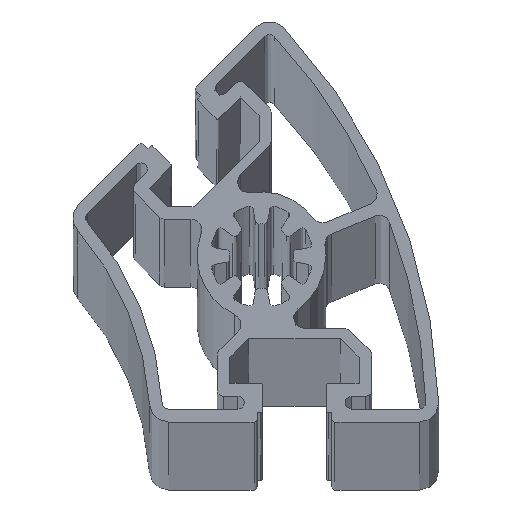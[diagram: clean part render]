
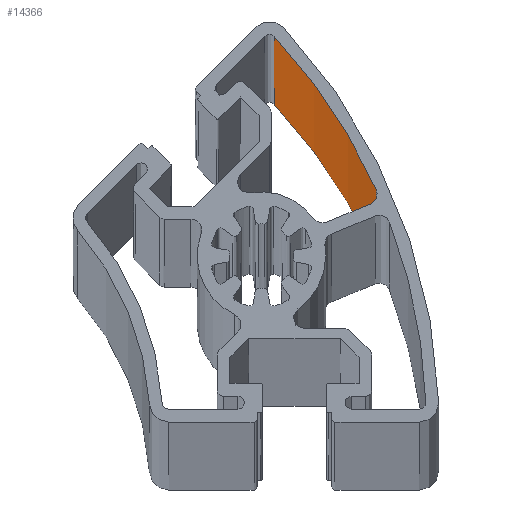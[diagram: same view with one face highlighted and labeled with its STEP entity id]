
A CAD part, top view. The second image highlights one B-rep face of the part: STEP entity #14366.
In plain terms, the highlighted cylindrical face has radius 88 mm (diameter 176 mm), a partial arc.
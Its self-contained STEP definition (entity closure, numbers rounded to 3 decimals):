
#45 = PLANE('',#46);
#46 = AXIS2_PLACEMENT_3D('',#47,#48,#49);
#47 = CARTESIAN_POINT('',(1.241,33.529,-6060.));
#48 = DIRECTION('',(0.,0.,1.));
#49 = DIRECTION('',(1.,0.,-0.));
#106 = PLANE('',#107);
#107 = AXIS2_PLACEMENT_3D('',#108,#109,#110);
#108 = CARTESIAN_POINT('',(1.241,33.529,0.));
#109 = DIRECTION('',(0.,0.,1.));
#110 = DIRECTION('',(1.,0.,-0.));
#263 = EDGE_CURVE('',#264,#266,#268,.T.);
#264 = VERTEX_POINT('',#265);
#265 = CARTESIAN_POINT('',(17.846,10.372,-6060.));
#266 = VERTEX_POINT('',#267);
#267 = CARTESIAN_POINT('',(17.846,10.372,0.));
#268 = SURFACE_CURVE('',#269,(#273,#285),.PCURVE_S1.);
#269 = LINE('',#270,#271);
#270 = CARTESIAN_POINT('',(17.846,10.372,-6060.));
#271 = VECTOR('',#272,1.);
#272 = DIRECTION('',(0.,0.,1.));
#273 = PCURVE('',#274,#279);
#274 = CYLINDRICAL_SURFACE('',#275,1.7);
#275 = AXIS2_PLACEMENT_3D('',#276,#277,#278);
#276 = CARTESIAN_POINT('',(16.297,9.673,-6060.));
#277 = DIRECTION('',(0.,0.,1.));
#278 = DIRECTION('',(1.,0.,-0.));
#279 = DEFINITIONAL_REPRESENTATION('',(#280),#284);
#280 = LINE('',#281,#282);
#281 = CARTESIAN_POINT('',(0.424,0.));
#282 = VECTOR('',#283,1.);
#283 = DIRECTION('',(0.,1.));
#284 = ( GEOMETRIC_REPRESENTATION_CONTEXT(2) 
PARAMETRIC_REPRESENTATION_CONTEXT() REPRESENTATION_CONTEXT('2D SPACE',''
  ) );
#285 = PCURVE('',#286,#291);
#286 = CYLINDRICAL_SURFACE('',#287,88.);
#287 = AXIS2_PLACEMENT_3D('',#288,#289,#290);
#288 = CARTESIAN_POINT('',(-62.362,-25.831,-6060.));
#289 = DIRECTION('',(0.,0.,1.));
#290 = DIRECTION('',(1.,0.,-0.));
#291 = DEFINITIONAL_REPRESENTATION('',(#292),#296);
#292 = LINE('',#293,#294);
#293 = CARTESIAN_POINT('',(0.424,0.));
#294 = VECTOR('',#295,1.);
#295 = DIRECTION('',(0.,1.));
#296 = ( GEOMETRIC_REPRESENTATION_CONTEXT(2) 
PARAMETRIC_REPRESENTATION_CONTEXT() REPRESENTATION_CONTEXT('2D SPACE',''
  ) );
#6218 = EDGE_CURVE('',#264,#6219,#6221,.T.);
#6219 = VERTEX_POINT('',#6220);
#6220 = CARTESIAN_POINT('',(1.972,34.212,-6060.));
#6221 = SURFACE_CURVE('',#6222,(#6227,#6234),.PCURVE_S1.);
#6222 = CIRCLE('',#6223,88.);
#6223 = AXIS2_PLACEMENT_3D('',#6224,#6225,#6226);
#6224 = CARTESIAN_POINT('',(-62.362,-25.831,-6060.));
#6225 = DIRECTION('',(0.,0.,1.));
#6226 = DIRECTION('',(1.,0.,-0.));
#6227 = PCURVE('',#45,#6228);
#6228 = DEFINITIONAL_REPRESENTATION('',(#6229),#6233);
#6229 = CIRCLE('',#6230,88.);
#6230 = AXIS2_PLACEMENT_2D('',#6231,#6232);
#6231 = CARTESIAN_POINT('',(-63.603,-59.36));
#6232 = DIRECTION('',(1.,0.));
#6233 = ( GEOMETRIC_REPRESENTATION_CONTEXT(2) 
PARAMETRIC_REPRESENTATION_CONTEXT() REPRESENTATION_CONTEXT('2D SPACE',''
  ) );
#6234 = PCURVE('',#286,#6235);
#6235 = DEFINITIONAL_REPRESENTATION('',(#6236),#6240);
#6236 = LINE('',#6237,#6238);
#6237 = CARTESIAN_POINT('',(0.,0.));
#6238 = VECTOR('',#6239,1.);
#6239 = DIRECTION('',(1.,0.));
#6240 = ( GEOMETRIC_REPRESENTATION_CONTEXT(2) 
PARAMETRIC_REPRESENTATION_CONTEXT() REPRESENTATION_CONTEXT('2D SPACE',''
  ) );
#6259 = CYLINDRICAL_SURFACE('',#6260,1.);
#6260 = AXIS2_PLACEMENT_3D('',#6261,#6262,#6263);
#6261 = CARTESIAN_POINT('',(1.241,33.529,-6060.));
#6262 = DIRECTION('',(0.,0.,1.));
#6263 = DIRECTION('',(1.,0.,-0.));
#9785 = VERTEX_POINT('',#9786);
#9786 = CARTESIAN_POINT('',(1.972,34.212,0.));
#9808 = EDGE_CURVE('',#266,#9785,#9809,.T.);
#9809 = SURFACE_CURVE('',#9810,(#9815,#9822),.PCURVE_S1.);
#9810 = CIRCLE('',#9811,88.);
#9811 = AXIS2_PLACEMENT_3D('',#9812,#9813,#9814);
#9812 = CARTESIAN_POINT('',(-62.362,-25.831,0.));
#9813 = DIRECTION('',(0.,0.,1.));
#9814 = DIRECTION('',(1.,0.,-0.));
#9815 = PCURVE('',#106,#9816);
#9816 = DEFINITIONAL_REPRESENTATION('',(#9817),#9821);
#9817 = CIRCLE('',#9818,88.);
#9818 = AXIS2_PLACEMENT_2D('',#9819,#9820);
#9819 = CARTESIAN_POINT('',(-63.603,-59.36));
#9820 = DIRECTION('',(1.,0.));
#9821 = ( GEOMETRIC_REPRESENTATION_CONTEXT(2) 
PARAMETRIC_REPRESENTATION_CONTEXT() REPRESENTATION_CONTEXT('2D SPACE',''
  ) );
#9822 = PCURVE('',#286,#9823);
#9823 = DEFINITIONAL_REPRESENTATION('',(#9824),#9828);
#9824 = LINE('',#9825,#9826);
#9825 = CARTESIAN_POINT('',(0.,6060.));
#9826 = VECTOR('',#9827,1.);
#9827 = DIRECTION('',(1.,0.));
#9828 = ( GEOMETRIC_REPRESENTATION_CONTEXT(2) 
PARAMETRIC_REPRESENTATION_CONTEXT() REPRESENTATION_CONTEXT('2D SPACE',''
  ) );
#14343 = EDGE_CURVE('',#6219,#9785,#14344,.T.);
#14344 = SURFACE_CURVE('',#14345,(#14349,#14356),.PCURVE_S1.);
#14345 = LINE('',#14346,#14347);
#14346 = CARTESIAN_POINT('',(1.972,34.212,-6060.));
#14347 = VECTOR('',#14348,1.);
#14348 = DIRECTION('',(0.,0.,1.));
#14349 = PCURVE('',#6259,#14350);
#14350 = DEFINITIONAL_REPRESENTATION('',(#14351),#14355);
#14351 = LINE('',#14352,#14353);
#14352 = CARTESIAN_POINT('',(0.751,0.));
#14353 = VECTOR('',#14354,1.);
#14354 = DIRECTION('',(0.,1.));
#14355 = ( GEOMETRIC_REPRESENTATION_CONTEXT(2) 
PARAMETRIC_REPRESENTATION_CONTEXT() REPRESENTATION_CONTEXT('2D SPACE',''
  ) );
#14356 = PCURVE('',#286,#14357);
#14357 = DEFINITIONAL_REPRESENTATION('',(#14358),#14362);
#14358 = LINE('',#14359,#14360);
#14359 = CARTESIAN_POINT('',(0.751,0.));
#14360 = VECTOR('',#14361,1.);
#14361 = DIRECTION('',(0.,1.));
#14362 = ( GEOMETRIC_REPRESENTATION_CONTEXT(2) 
PARAMETRIC_REPRESENTATION_CONTEXT() REPRESENTATION_CONTEXT('2D SPACE',''
  ) );
#14366 = ADVANCED_FACE('',(#14367),#286,.F.);
#14367 = FACE_BOUND('',#14368,.F.);
#14368 = EDGE_LOOP('',(#14369,#14370,#14371,#14372));
#14369 = ORIENTED_EDGE('',*,*,#263,.F.);
#14370 = ORIENTED_EDGE('',*,*,#6218,.T.);
#14371 = ORIENTED_EDGE('',*,*,#14343,.T.);
#14372 = ORIENTED_EDGE('',*,*,#9808,.F.);
